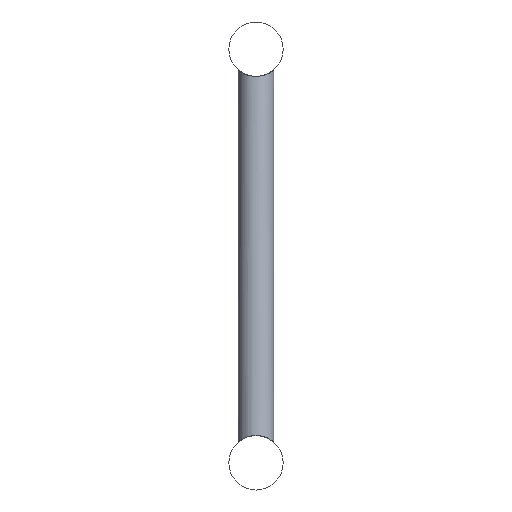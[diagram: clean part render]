
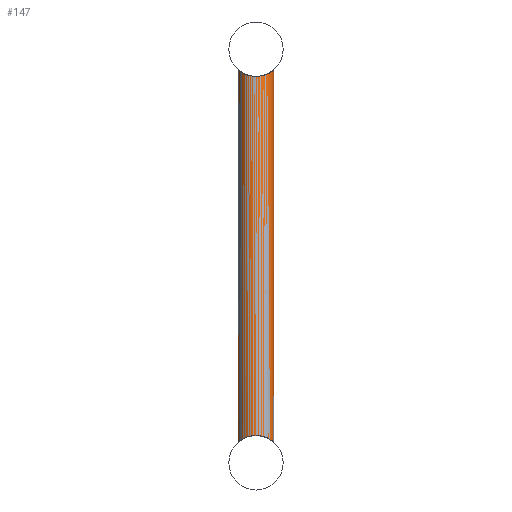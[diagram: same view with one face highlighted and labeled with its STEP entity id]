
A CAD part, front view. The second image highlights one B-rep face of the part: STEP entity #147.
In plain terms, the highlighted cylindrical face has radius 12.5 mm (diameter 25 mm), a full revolution.
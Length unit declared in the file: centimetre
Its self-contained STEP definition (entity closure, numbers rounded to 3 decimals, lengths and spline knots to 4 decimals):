
#42=FACE_BOUND('',#62,.T.);
#51=FACE_OUTER_BOUND('',#61,.T.);
#61=EDGE_LOOP('',(#119));
#62=EDGE_LOOP('',(#120));
#77=B_SPLINE_CURVE_WITH_KNOTS('',3,(#213,#214,#215,#216,#217,#218,#219,
#220,#221,#222,#223,#224,#225,#226,#227,#228,#229,#230,#231,#232,#233,#234,
#235,#236,#237,#238,#239,#240,#241,#242,#243,#244,#245,#246,#247,#248,#249,
#250,#251,#252,#253,#254,#255,#256,#257,#258,#259,#260,#261,#262),
 .UNSPECIFIED.,.T.,.F.,(4,2,2,2,2,2,2,2,2,2,2,2,2,2,2,2,2,2,2,2,2,2,2,2,
4),(0.,0.2419,0.4837,0.9674,1.449,
1.6898,1.9305,2.1713,2.4121,2.8937,
3.3774,3.6192,3.8611,4.1174,4.3736,
4.8862,5.3742,5.6182,5.8622,6.1062,
6.3502,6.8382,7.3508,7.607,7.8633),
 .UNSPECIFIED.);
#79=B_SPLINE_CURVE_WITH_KNOTS('',3,(#304,#305,#306,#307,#308,#309,#310,
#311,#312,#313,#314,#315,#316,#317,#318,#319,#320,#321,#322,#323,#324,#325,
#326,#327,#328,#329,#330,#331,#332,#333,#334,#335,#336,#337,#338,#339,#340,
#341,#342,#343,#344,#345,#346,#347,#348,#349,#350,#351,#352,#353),
 .UNSPECIFIED.,.T.,.F.,(4,2,2,2,2,2,2,2,2,2,2,2,2,2,2,2,2,2,2,2,2,2,2,2,
4),(0.,0.253,0.5059,1.0119,1.5065,
1.7538,2.0011,2.2484,2.4957,2.9902,
3.4962,3.7492,4.0021,4.2416,4.481,
4.96,5.4463,5.6894,5.9326,6.1757,
6.4188,6.9051,7.3841,7.6235,7.863),
 .UNSPECIFIED.);
#85=VERTEX_POINT('',#212);
#87=VERTEX_POINT('',#303);
#101=EDGE_CURVE('',#85,#85,#77,.T.);
#103=EDGE_CURVE('',#87,#87,#79,.T.);
#119=ORIENTED_EDGE('',*,*,#101,.T.);
#120=ORIENTED_EDGE('',*,*,#103,.F.);
#138=CYLINDRICAL_SURFACE('',#158,1.25);
#147=ADVANCED_FACE('',(#51,#42),#138,.T.);
#158=AXIS2_PLACEMENT_3D('',#302,#178,#179);
#178=DIRECTION('center_axis',(0.,-0.117,-0.993));
#179=DIRECTION('ref_axis',(0.,0.993,-0.117));
#212=CARTESIAN_POINT('',(0.,-1.1351,1.9));
#213=CARTESIAN_POINT('Ctrl Pts',(-1.25,0.0683,1.4309));
#214=CARTESIAN_POINT('Ctrl Pts',(-1.25,-0.0123,1.4309));
#215=CARTESIAN_POINT('Ctrl Pts',(-1.2422,-0.0944,
1.4379));
#216=CARTESIAN_POINT('Ctrl Pts',(-1.2098,-0.2551,1.4652));
#217=CARTESIAN_POINT('Ctrl Pts',(-1.1853,-0.3337,1.4855));
#218=CARTESIAN_POINT('Ctrl Pts',(-1.089,-0.5568,1.559));
#219=CARTESIAN_POINT('Ctrl Pts',(-0.9934,-0.6887,
1.6244));
#220=CARTESIAN_POINT('Ctrl Pts',(-0.7749,-0.8951,
1.7392));
#221=CARTESIAN_POINT('Ctrl Pts',(-0.6366,-0.9846,1.7972));
#222=CARTESIAN_POINT('Ctrl Pts',(-0.4063,-1.0747,1.8578));
#223=CARTESIAN_POINT('Ctrl Pts',(-0.3257,-1.0976,1.8737));
#224=CARTESIAN_POINT('Ctrl Pts',(-0.1627,-1.1278,1.8948));
#225=CARTESIAN_POINT('Ctrl Pts',(-0.0803,-1.1351,
1.9));
#226=CARTESIAN_POINT('Ctrl Pts',(0.0803,-1.1351,1.9));
#227=CARTESIAN_POINT('Ctrl Pts',(0.1627,-1.1278,1.8948));
#228=CARTESIAN_POINT('Ctrl Pts',(0.3257,-1.0976,1.8737));
#229=CARTESIAN_POINT('Ctrl Pts',(0.4063,-1.0747,1.8578));
#230=CARTESIAN_POINT('Ctrl Pts',(0.6366,-0.9846,1.7972));
#231=CARTESIAN_POINT('Ctrl Pts',(0.7749,-0.8951,1.7392));
#232=CARTESIAN_POINT('Ctrl Pts',(0.9934,-0.6887,1.6244));
#233=CARTESIAN_POINT('Ctrl Pts',(1.089,-0.5568,1.559));
#234=CARTESIAN_POINT('Ctrl Pts',(1.1853,-0.3337,1.4855));
#235=CARTESIAN_POINT('Ctrl Pts',(1.2098,-0.2551,1.4652));
#236=CARTESIAN_POINT('Ctrl Pts',(1.2422,-0.0944,1.4379));
#237=CARTESIAN_POINT('Ctrl Pts',(1.25,-0.0123,1.4309));
#238=CARTESIAN_POINT('Ctrl Pts',(1.25,0.1538,1.4309));
#239=CARTESIAN_POINT('Ctrl Pts',(1.2413,0.2405,1.4387));
#240=CARTESIAN_POINT('Ctrl Pts',(1.207,0.411,1.4676));
#241=CARTESIAN_POINT('Ctrl Pts',(1.1814,0.4949,1.4886));
#242=CARTESIAN_POINT('Ctrl Pts',(1.0826,0.7351,1.5636));
#243=CARTESIAN_POINT('Ctrl Pts',(0.9865,0.8803,1.6287));
#244=CARTESIAN_POINT('Ctrl Pts',(0.7698,1.1076,1.7411));
#245=CARTESIAN_POINT('Ctrl Pts',(0.635,1.2082,1.7976));
#246=CARTESIAN_POINT('Ctrl Pts',(0.4075,1.3113,1.8575));
#247=CARTESIAN_POINT('Ctrl Pts',(0.3274,1.338,1.8734));
#248=CARTESIAN_POINT('Ctrl Pts',(0.1644,1.3734,1.8947));
#249=CARTESIAN_POINT('Ctrl Pts',(0.0813,1.3822,1.9));
#250=CARTESIAN_POINT('Ctrl Pts',(-0.0813,1.3822,1.9));
#251=CARTESIAN_POINT('Ctrl Pts',(-0.1644,1.3734,1.8947));
#252=CARTESIAN_POINT('Ctrl Pts',(-0.3274,1.338,1.8734));
#253=CARTESIAN_POINT('Ctrl Pts',(-0.4075,1.3113,1.8575));
#254=CARTESIAN_POINT('Ctrl Pts',(-0.635,1.2082,1.7976));
#255=CARTESIAN_POINT('Ctrl Pts',(-0.7698,1.1076,1.7411));
#256=CARTESIAN_POINT('Ctrl Pts',(-0.9865,0.8803,1.6287));
#257=CARTESIAN_POINT('Ctrl Pts',(-1.0826,0.7351,1.5636));
#258=CARTESIAN_POINT('Ctrl Pts',(-1.1814,0.4949,1.4886));
#259=CARTESIAN_POINT('Ctrl Pts',(-1.207,0.411,1.4676));
#260=CARTESIAN_POINT('Ctrl Pts',(-1.2413,0.2405,1.4387));
#261=CARTESIAN_POINT('Ctrl Pts',(-1.25,0.1538,1.4309));
#262=CARTESIAN_POINT('Ctrl Pts',(-1.25,0.0683,1.4309));
#302=CARTESIAN_POINT('Origin',(0.,0.1235,1.9));
#303=CARTESIAN_POINT('',(0.,4.3351,27.));
#304=CARTESIAN_POINT('Ctrl Pts',(-1.25,3.1317,27.4691));
#305=CARTESIAN_POINT('Ctrl Pts',(-1.25,3.0473,27.4691));
#306=CARTESIAN_POINT('Ctrl Pts',(-1.2415,2.9616,27.4615));
#307=CARTESIAN_POINT('Ctrl Pts',(-1.208,2.793,27.4333));
#308=CARTESIAN_POINT('Ctrl Pts',(-1.183,2.7101,27.4127));
#309=CARTESIAN_POINT('Ctrl Pts',(-1.0864,2.4722,27.3392));
#310=CARTESIAN_POINT('Ctrl Pts',(-0.9923,2.3281,27.2751));
#311=CARTESIAN_POINT('Ctrl Pts',(-0.7779,2.0989,27.1624));
#312=CARTESIAN_POINT('Ctrl Pts',(-0.6421,1.996,27.1048));
#313=CARTESIAN_POINT('Ctrl Pts',(-0.4124,1.8905,27.0436));
#314=CARTESIAN_POINT('Ctrl Pts',(-0.3315,1.8632,27.0273));
#315=CARTESIAN_POINT('Ctrl Pts',(-0.1665,1.8268,27.0055));
#316=CARTESIAN_POINT('Ctrl Pts',(-0.0824,1.8178,27.));
#317=CARTESIAN_POINT('Ctrl Pts',(0.0824,1.8178,27.));
#318=CARTESIAN_POINT('Ctrl Pts',(0.1665,1.8268,27.0055));
#319=CARTESIAN_POINT('Ctrl Pts',(0.3315,1.8632,27.0273));
#320=CARTESIAN_POINT('Ctrl Pts',(0.4124,1.8905,27.0436));
#321=CARTESIAN_POINT('Ctrl Pts',(0.6421,1.996,27.1048));
#322=CARTESIAN_POINT('Ctrl Pts',(0.7779,2.0989,27.1624));
#323=CARTESIAN_POINT('Ctrl Pts',(0.9923,2.3281,27.2751));
#324=CARTESIAN_POINT('Ctrl Pts',(1.0864,2.4722,27.3392));
#325=CARTESIAN_POINT('Ctrl Pts',(1.183,2.7101,27.4127));
#326=CARTESIAN_POINT('Ctrl Pts',(1.208,2.793,27.4333));
#327=CARTESIAN_POINT('Ctrl Pts',(1.2415,2.9616,27.4615));
#328=CARTESIAN_POINT('Ctrl Pts',(1.25,3.0473,27.4691));
#329=CARTESIAN_POINT('Ctrl Pts',(1.25,3.2115,27.4691));
#330=CARTESIAN_POINT('Ctrl Pts',(1.2423,3.2928,27.4623));
#331=CARTESIAN_POINT('Ctrl Pts',(1.2106,3.4521,27.4354));
#332=CARTESIAN_POINT('Ctrl Pts',(1.1864,3.5302,27.4154));
#333=CARTESIAN_POINT('Ctrl Pts',(1.0919,3.7517,27.343));
#334=CARTESIAN_POINT('Ctrl Pts',(0.9978,3.8829,27.2785));
#335=CARTESIAN_POINT('Ctrl Pts',(0.781,4.0909,27.1635));
#336=CARTESIAN_POINT('Ctrl Pts',(0.6419,4.1819,27.1046));
#337=CARTESIAN_POINT('Ctrl Pts',(0.4099,4.2736,27.043));
#338=CARTESIAN_POINT('Ctrl Pts',(0.3287,4.2969,27.0268));
#339=CARTESIAN_POINT('Ctrl Pts',(0.1643,4.3277,27.0053));
#340=CARTESIAN_POINT('Ctrl Pts',(0.081,4.3351,27.));
#341=CARTESIAN_POINT('Ctrl Pts',(-0.081,4.3351,27.));
#342=CARTESIAN_POINT('Ctrl Pts',(-0.1643,4.3277,27.0053));
#343=CARTESIAN_POINT('Ctrl Pts',(-0.3287,4.2969,27.0268));
#344=CARTESIAN_POINT('Ctrl Pts',(-0.4099,4.2736,27.043));
#345=CARTESIAN_POINT('Ctrl Pts',(-0.6419,4.1819,27.1046));
#346=CARTESIAN_POINT('Ctrl Pts',(-0.781,4.0909,27.1635));
#347=CARTESIAN_POINT('Ctrl Pts',(-0.9978,3.8829,27.2785));
#348=CARTESIAN_POINT('Ctrl Pts',(-1.0919,3.7517,27.343));
#349=CARTESIAN_POINT('Ctrl Pts',(-1.1864,3.5302,27.4154));
#350=CARTESIAN_POINT('Ctrl Pts',(-1.2106,3.4521,27.4354));
#351=CARTESIAN_POINT('Ctrl Pts',(-1.2423,3.2928,27.4623));
#352=CARTESIAN_POINT('Ctrl Pts',(-1.25,3.2115,27.4691));
#353=CARTESIAN_POINT('Ctrl Pts',(-1.25,3.1317,27.4691));
